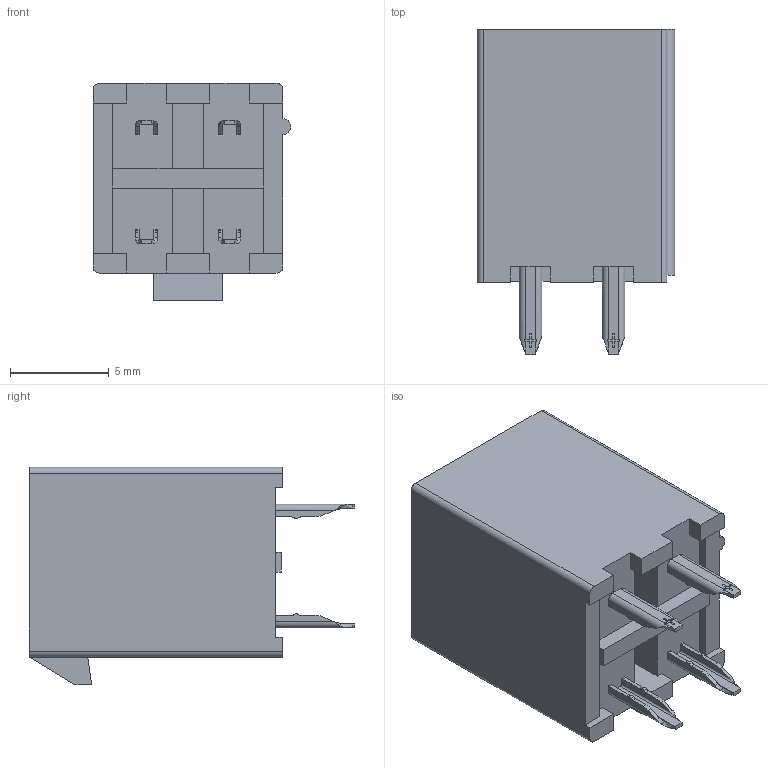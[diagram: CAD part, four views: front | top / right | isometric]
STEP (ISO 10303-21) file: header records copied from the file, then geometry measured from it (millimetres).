
FILE_DESCRIPTION((''),'2;1');
FILE_NAME('56976-004','2018-12-01T',('d33379'),(''),'CREO PARAMETRIC BY PTC INC, 2014500','CREO PARAMETRIC BY PTC INC, 2014500','');
FILE_SCHEMA(('CONFIG_CONTROL_DESIGN'));
Length unit declared in the file: millimetre
Products named in the file (1): 56976-004
Bounding box: 10 x 16.45 x 11 mm (x, y, z)
Volume: 629.7 mm3; surface area: 1466.6 mm2
Topology: 1 solids, 1 shells, 637 faces, 1708 edges, 1085 vertices
Faces by surface type: plane 356, cylinder 185, bspline 96
Entity records: 27434 total; most frequent: CARTESIAN_POINT 12026, ORIENTED_EDGE 3400, DIRECTION 2885, EDGE_CURVE 1700, VECTOR 1105, LINE 1105, VERTEX_POINT 1077, AXIS2_PLACEMENT_3D 890
